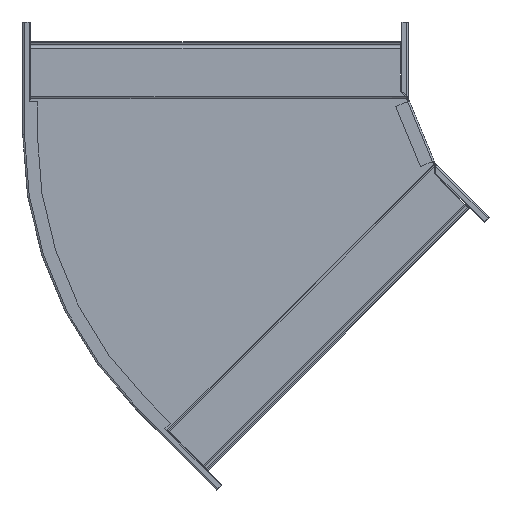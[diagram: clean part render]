
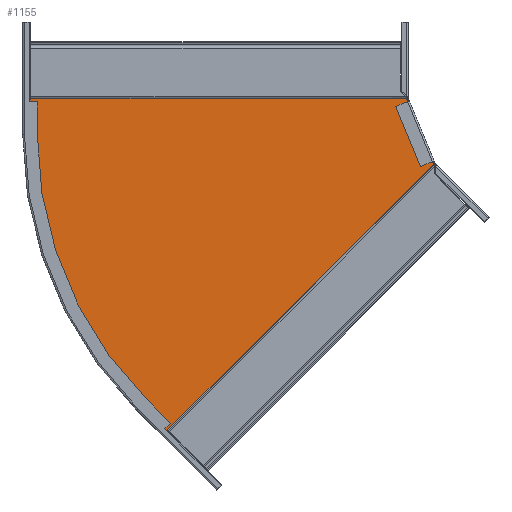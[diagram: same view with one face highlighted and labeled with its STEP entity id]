
A CAD part, front view. The second image highlights one B-rep face of the part: STEP entity #1155.
In plain terms, the highlighted planar face has unit normal (0, -1, 0).
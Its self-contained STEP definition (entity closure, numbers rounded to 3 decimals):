
#43 = CIRCLE ( 'NONE', #766, 398.25 ) ;
#83 = ORIENTED_EDGE ( 'NONE', *, *, #5129, .T. ) ;
#135 = FACE_OUTER_BOUND ( 'NONE', #307, .T. ) ;
#189 = VECTOR ( 'NONE', #3588, 1000. ) ;
#282 = CARTESIAN_POINT ( 'NONE',  ( -258.847, -1., -306.328 ) ) ;
#307 = EDGE_LOOP ( 'NONE', ( #2268, #404, #83, #581, #2269, #1800, #1940, #1404, #2898, #4763, #933, #428 ) ) ;
#345 = CARTESIAN_POINT ( 'NONE',  ( -289.494, -1., -284.873 ) ) ;
#364 = DIRECTION ( 'NONE',  ( 0., 0., -1. ) ) ;
#378 = DIRECTION ( 'NONE',  ( -0.707, 0., -0.707 ) ) ;
#404 = ORIENTED_EDGE ( 'NONE', *, *, #4142, .T. ) ;
#428 = ORIENTED_EDGE ( 'NONE', *, *, #3127, .F. ) ;
#489 = VERTEX_POINT ( 'NONE', #2236 ) ;
#524 = VERTEX_POINT ( 'NONE', #4789 ) ;
#579 = CARTESIAN_POINT ( 'NONE',  ( -263.9, -1., -310.467 ) ) ;
#581 = ORIENTED_EDGE ( 'NONE', *, *, #1126, .T. ) ;
#621 = CARTESIAN_POINT ( 'NONE',  ( -406.139, -1., 32.928 ) ) ;
#635 = LINE ( 'NONE', #2300, #189 ) ;
#766 = AXIS2_PLACEMENT_3D ( 'NONE', #3709, #788, #364 ) ;
#788 = DIRECTION ( 'NONE',  ( 0., 1., 0. ) ) ;
#839 = LINE ( 'NONE', #3824, #1146 ) ;
#933 = ORIENTED_EDGE ( 'NONE', *, *, #2863, .T. ) ;
#951 = CARTESIAN_POINT ( 'NONE',  ( -289.494, -1., -284.873 ) ) ;
#1110 = CARTESIAN_POINT ( 'NONE',  ( -13.639, -1., 33.574 ) ) ;
#1125 = VERTEX_POINT ( 'NONE', #2703 ) ;
#1126 = EDGE_CURVE ( 'NONE', #1659, #4601, #3178, .T. ) ;
#1144 = DIRECTION ( 'NONE',  ( 0., 0., -1. ) ) ;
#1146 = VECTOR ( 'NONE', #4195, 1000. ) ;
#1155 = ADVANCED_FACE ( 'NONE', ( #135 ), #3675, .T. ) ;
#1223 = CARTESIAN_POINT ( 'NONE',  ( -13.639, -1., 32.928 ) ) ;
#1268 = LINE ( 'NONE', #5158, #2753 ) ;
#1356 = CARTESIAN_POINT ( 'NONE',  ( -7.889, -1., 33.574 ) ) ;
#1404 = ORIENTED_EDGE ( 'NONE', *, *, #2803, .F. ) ;
#1436 = LINE ( 'NONE', #4761, #3406 ) ;
#1503 = DIRECTION ( 'NONE',  ( 0., 0., 1. ) ) ;
#1528 = DIRECTION ( 'NONE',  ( 0., -1., 0. ) ) ;
#1561 = CARTESIAN_POINT ( 'NONE',  ( -222.181, -1., -342.994 ) ) ;
#1659 = VERTEX_POINT ( 'NONE', #3035 ) ;
#1667 = VECTOR ( 'NONE', #2069, 1000. ) ;
#1796 = VECTOR ( 'NONE', #1144, 1000. ) ;
#1800 = ORIENTED_EDGE ( 'NONE', *, *, #1964, .F. ) ;
#1897 = VECTOR ( 'NONE', #2423, 1000. ) ;
#1940 = ORIENTED_EDGE ( 'NONE', *, *, #5327, .T. ) ;
#1964 = EDGE_CURVE ( 'NONE', #4851, #489, #43, .T. ) ;
#2069 = DIRECTION ( 'NONE',  ( 0.707, 0., -0.707 ) ) ;
#2236 = CARTESIAN_POINT ( 'NONE',  ( -406.139, -1., -3.268 ) ) ;
#2268 = ORIENTED_EDGE ( 'NONE', *, *, #2333, .F. ) ;
#2269 = ORIENTED_EDGE ( 'NONE', *, *, #4908, .F. ) ;
#2274 = CARTESIAN_POINT ( 'NONE',  ( 14.096, -1., -33.384 ) ) ;
#2276 = CARTESIAN_POINT ( 'NONE',  ( -406.139, -1., 32.928 ) ) ;
#2300 = CARTESIAN_POINT ( 'NONE',  ( 18.162, -1., -29.318 ) ) ;
#2333 = EDGE_CURVE ( 'NONE', #4376, #5319, #4558, .T. ) ;
#2359 = VECTOR ( 'NONE', #4384, 1000. ) ;
#2398 = LINE ( 'NONE', #1561, #1897 ) ;
#2423 = DIRECTION ( 'NONE',  ( -0.707, 0., 0.707 ) ) ;
#2466 = LINE ( 'NONE', #4206, #5368 ) ;
#2522 = LINE ( 'NONE', #1356, #2359 ) ;
#2583 = EDGE_CURVE ( 'NONE', #3880, #4724, #635, .T. ) ;
#2703 = CARTESIAN_POINT ( 'NONE',  ( -259.304, -1., -305.871 ) ) ;
#2753 = VECTOR ( 'NONE', #4794, 1000. ) ;
#2802 = VECTOR ( 'NONE', #3206, 1000. ) ;
#2803 = EDGE_CURVE ( 'NONE', #1125, #4232, #2466, .T. ) ;
#2848 = CARTESIAN_POINT ( 'NONE',  ( -399.639, -1., 33.574 ) ) ;
#2863 = EDGE_CURVE ( 'NONE', #3880, #524, #1268, .T. ) ;
#2898 = ORIENTED_EDGE ( 'NONE', *, *, #4672, .F. ) ;
#3035 = CARTESIAN_POINT ( 'NONE',  ( -399.639, -1., 32.928 ) ) ;
#3110 = DIRECTION ( 'NONE',  ( 0., 0., -1. ) ) ;
#3127 = EDGE_CURVE ( 'NONE', #5319, #524, #839, .T. ) ;
#3178 = LINE ( 'NONE', #2276, #2802 ) ;
#3206 = DIRECTION ( 'NONE',  ( -1., 0., 0. ) ) ;
#3237 = DIRECTION ( 'NONE',  ( 0., 0., -1. ) ) ;
#3385 = CARTESIAN_POINT ( 'NONE',  ( -13.639, -1., 32.928 ) ) ;
#3406 = VECTOR ( 'NONE', #3110, 1000. ) ;
#3512 = VECTOR ( 'NONE', #1503, 1000. ) ;
#3588 = DIRECTION ( 'NONE',  ( -0.707, 0., -0.707 ) ) ;
#3675 = PLANE ( 'NONE',  #5055 ) ;
#3709 = CARTESIAN_POINT ( 'NONE',  ( -7.889, -1., -3.268 ) ) ;
#3824 = CARTESIAN_POINT ( 'NONE',  ( -8.802, -1., 21.249 ) ) ;
#3880 = VERTEX_POINT ( 'NONE', #2274 ) ;
#4142 = EDGE_CURVE ( 'NONE', #4376, #5005, #2522, .T. ) ;
#4195 = DIRECTION ( 'NONE',  ( 0.383, 0., -0.924 ) ) ;
#4198 = LINE ( 'NONE', #345, #1667 ) ;
#4206 = CARTESIAN_POINT ( 'NONE',  ( -263.9, -1., -310.467 ) ) ;
#4232 = VERTEX_POINT ( 'NONE', #579 ) ;
#4376 = VERTEX_POINT ( 'NONE', #1110 ) ;
#4384 = DIRECTION ( 'NONE',  ( -1., 0., 0. ) ) ;
#4479 = CARTESIAN_POINT ( 'NONE',  ( -406.139, -1., -3.268 ) ) ;
#4558 = LINE ( 'NONE', #1223, #1796 ) ;
#4601 = VERTEX_POINT ( 'NONE', #621 ) ;
#4672 = EDGE_CURVE ( 'NONE', #4724, #1125, #2398, .T. ) ;
#4724 = VERTEX_POINT ( 'NONE', #282 ) ;
#4761 = CARTESIAN_POINT ( 'NONE',  ( -399.639, -1., 85.428 ) ) ;
#4763 = ORIENTED_EDGE ( 'NONE', *, *, #2583, .F. ) ;
#4789 = CARTESIAN_POINT ( 'NONE',  ( 13.639, -1., -32.928 ) ) ;
#4794 = DIRECTION ( 'NONE',  ( -0.707, 0., 0.707 ) ) ;
#4851 = VERTEX_POINT ( 'NONE', #951 ) ;
#4894 = LINE ( 'NONE', #4479, #3512 ) ;
#4908 = EDGE_CURVE ( 'NONE', #489, #4601, #4894, .T. ) ;
#5005 = VERTEX_POINT ( 'NONE', #2848 ) ;
#5055 = AXIS2_PLACEMENT_3D ( 'NONE', #5391, #1528, #3237 ) ;
#5129 = EDGE_CURVE ( 'NONE', #5005, #1659, #1436, .T. ) ;
#5158 = CARTESIAN_POINT ( 'NONE',  ( 13.639, -1., -32.928 ) ) ;
#5319 = VERTEX_POINT ( 'NONE', #3385 ) ;
#5327 = EDGE_CURVE ( 'NONE', #4851, #4232, #4198, .T. ) ;
#5368 = VECTOR ( 'NONE', #378, 1000. ) ;
#5391 = CARTESIAN_POINT ( 'NONE',  ( -7.889, -1., -3.268 ) ) ;
